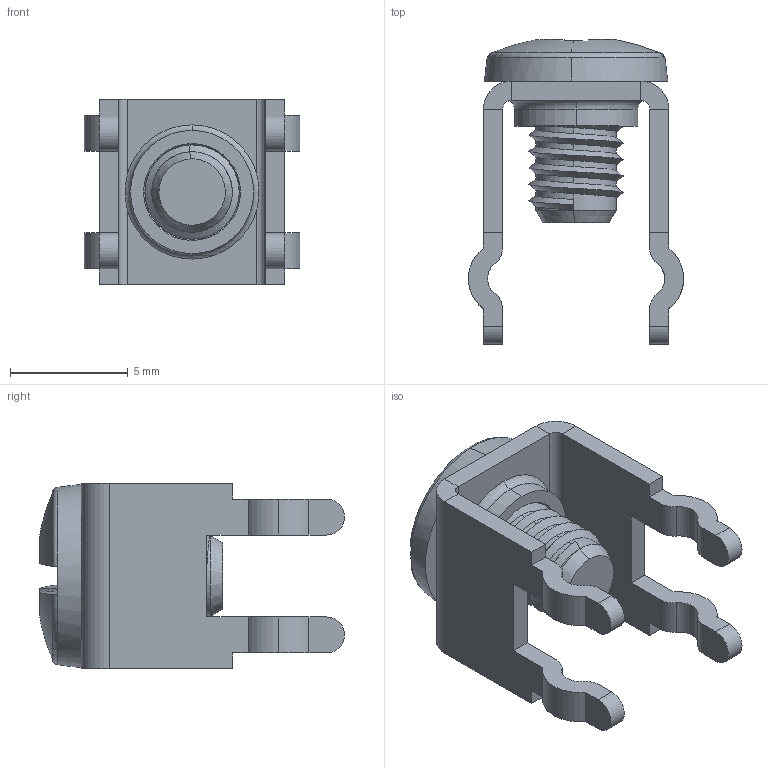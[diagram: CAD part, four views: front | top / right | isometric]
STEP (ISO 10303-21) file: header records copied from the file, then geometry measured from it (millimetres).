
FILE_DESCRIPTION (( 'STEP AP214' ), '1' );
FILE_NAME ('7797.STEP', '2008-07-09T16:39:52', ( 'Richard Maletta' ), ( '' ), 'SwSTEP 2.0', 'SolidWorks 2008', '' );
FILE_SCHEMA (( 'AUTOMOTIVE_DESIGN' ));
Length unit declared in the file: millimetre
Products named in the file (3): 7799-1; 7795; 7797
Assembly tree (2 placements, depth 2):
  7797
    7795
    7799-1
Bounding box: 9.14 x 12.95 x 7.87 mm (x, y, z)
Volume: 259.3 mm3; surface area: 647.2 mm2
Topology: 2 solids, 2 shells, 135 faces, 354 edges, 222 vertices
Faces by surface type: plane 60, cylinder 50, torus 11, cone 10, bspline 4
Entity records: 4827 total; most frequent: CARTESIAN_POINT 1509, ORIENTED_EDGE 704, DIRECTION 673, EDGE_CURVE 352, AXIS2_PLACEMENT_3D 246, VERTEX_POINT 222, VECTOR 181, LINE 181
